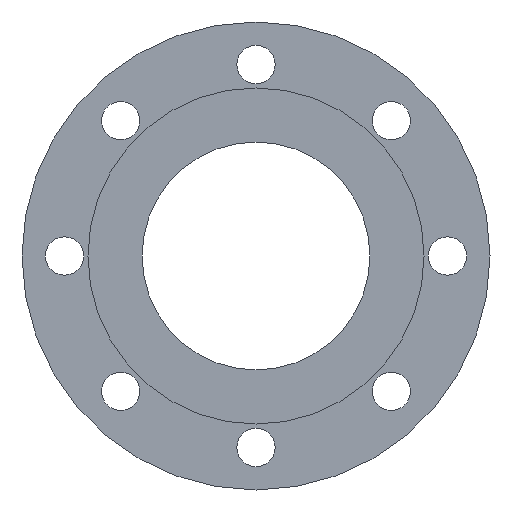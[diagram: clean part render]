
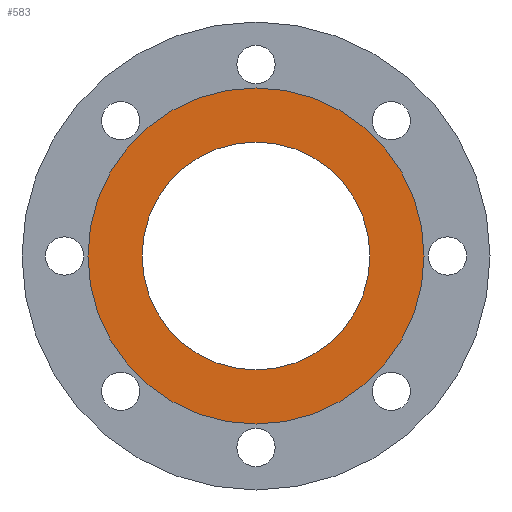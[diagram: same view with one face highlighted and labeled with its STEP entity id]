
A CAD part, front view. The second image highlights one B-rep face of the part: STEP entity #583.
In plain terms, the highlighted planar face has unit normal (0, -1, 0).
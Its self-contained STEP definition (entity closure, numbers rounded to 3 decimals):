
#11 = PLANE ( 'NONE',  #205 ) ;
#26 = AXIS2_PLACEMENT_3D ( 'NONE', #268, #167, #184 ) ;
#63 = CIRCLE ( 'NONE', #691, 79. ) ;
#86 = DIRECTION ( 'NONE',  ( 0., 1., 0. ) ) ;
#88 = CARTESIAN_POINT ( 'NONE',  ( 0., 0., 0. ) ) ;
#113 = CARTESIAN_POINT ( 'NONE',  ( 0., 0., -79. ) ) ;
#114 = ORIENTED_EDGE ( 'NONE', *, *, #120, .T. ) ;
#120 = EDGE_CURVE ( 'NONE', #360, #206, #183, .T. ) ;
#140 = ORIENTED_EDGE ( 'NONE', *, *, #603, .T. ) ;
#167 = DIRECTION ( 'NONE',  ( 0., 1., 0. ) ) ;
#183 = CIRCLE ( 'NONE', #325, 53.55 ) ;
#184 = DIRECTION ( 'NONE',  ( 0., 0., 1. ) ) ;
#192 = EDGE_LOOP ( 'NONE', ( #771, #667 ) ) ;
#205 = AXIS2_PLACEMENT_3D ( 'NONE', #354, #676, #510 ) ;
#206 = VERTEX_POINT ( 'NONE', #432 ) ;
#223 = CARTESIAN_POINT ( 'NONE',  ( 0., 0., 79. ) ) ;
#227 = CARTESIAN_POINT ( 'NONE',  ( 0., 0., 0. ) ) ;
#267 = VERTEX_POINT ( 'NONE', #113 ) ;
#268 = CARTESIAN_POINT ( 'NONE',  ( 0., 0., 0. ) ) ;
#325 = AXIS2_PLACEMENT_3D ( 'NONE', #227, #86, #666 ) ;
#354 = CARTESIAN_POINT ( 'NONE',  ( 0., 0., 53.55 ) ) ;
#360 = VERTEX_POINT ( 'NONE', #832 ) ;
#429 = AXIS2_PLACEMENT_3D ( 'NONE', #88, #434, #508 ) ;
#432 = CARTESIAN_POINT ( 'NONE',  ( 0., 0., 53.55 ) ) ;
#434 = DIRECTION ( 'NONE',  ( 0., 1., 0. ) ) ;
#508 = DIRECTION ( 'NONE',  ( 0., 0., 1. ) ) ;
#510 = DIRECTION ( 'NONE',  ( 0., 0., -1. ) ) ;
#565 = EDGE_CURVE ( 'NONE', #267, #929, #63, .T. ) ;
#583 = ADVANCED_FACE ( 'NONE', ( #1032, #593 ), #11, .T. ) ;
#593 = FACE_OUTER_BOUND ( 'NONE', #192, .T. ) ;
#603 = EDGE_CURVE ( 'NONE', #206, #360, #989, .T. ) ;
#604 = DIRECTION ( 'NONE',  ( 0., 1., 0. ) ) ;
#606 = EDGE_LOOP ( 'NONE', ( #140, #114 ) ) ;
#666 = DIRECTION ( 'NONE',  ( 0., 0., 1. ) ) ;
#667 = ORIENTED_EDGE ( 'NONE', *, *, #565, .F. ) ;
#676 = DIRECTION ( 'NONE',  ( 0., -1., 0. ) ) ;
#689 = CARTESIAN_POINT ( 'NONE',  ( 0., 0., 0. ) ) ;
#691 = AXIS2_PLACEMENT_3D ( 'NONE', #689, #604, #943 ) ;
#751 = CIRCLE ( 'NONE', #429, 79. ) ;
#771 = ORIENTED_EDGE ( 'NONE', *, *, #963, .F. ) ;
#832 = CARTESIAN_POINT ( 'NONE',  ( 0., 0., -53.55 ) ) ;
#929 = VERTEX_POINT ( 'NONE', #223 ) ;
#943 = DIRECTION ( 'NONE',  ( 0., 0., 1. ) ) ;
#963 = EDGE_CURVE ( 'NONE', #929, #267, #751, .T. ) ;
#989 = CIRCLE ( 'NONE', #26, 53.55 ) ;
#1032 = FACE_BOUND ( 'NONE', #606, .T. ) ;
